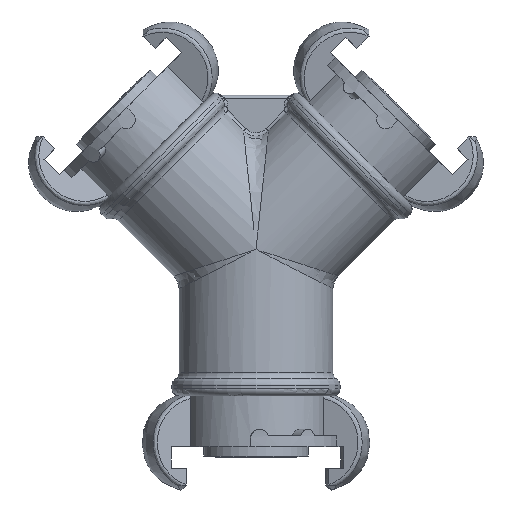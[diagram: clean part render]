
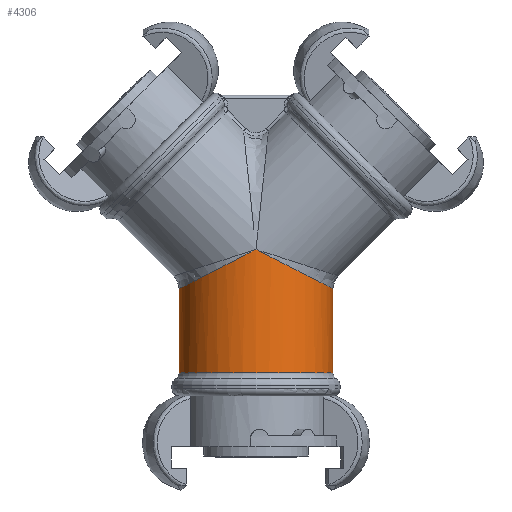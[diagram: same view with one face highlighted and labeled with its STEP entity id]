
A CAD part, left-side view. The second image highlights one B-rep face of the part: STEP entity #4306.
In plain terms, the highlighted cylindrical face has radius 21.25 mm (diameter 42.5 mm), a full revolution.
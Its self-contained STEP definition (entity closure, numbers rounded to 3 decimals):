
#16=ELLIPSE('',#4710,23.87,21.25);
#18=ELLIPSE('',#4712,23.87,21.25);
#356=CYLINDRICAL_SURFACE('',#4774,21.25);
#696=FACE_OUTER_BOUND('',#963,.T.);
#963=EDGE_LOOP('',(#3733,#3734,#3735,#3736,#3737,#3738));
#1150=LINE('',#10222,#1329);
#1329=VECTOR('',#5831,21.25);
#1563=CIRCLE('',#4772,21.25);
#1564=CIRCLE('',#4773,21.25);
#1900=VERTEX_POINT('',#9156);
#1901=VERTEX_POINT('',#9199);
#1955=VERTEX_POINT('',#10216);
#1956=VERTEX_POINT('',#10218);
#2456=EDGE_CURVE('',#1900,#1901,#16,.T.);
#2458=EDGE_CURVE('',#1901,#1900,#18,.T.);
#2558=EDGE_CURVE('',#1955,#1956,#1563,.T.);
#2559=EDGE_CURVE('',#1956,#1955,#1564,.T.);
#2560=EDGE_CURVE('',#1901,#1956,#1150,.T.);
#3733=ORIENTED_EDGE('',*,*,#2458,.F.);
#3734=ORIENTED_EDGE('',*,*,#2560,.T.);
#3735=ORIENTED_EDGE('',*,*,#2558,.F.);
#3736=ORIENTED_EDGE('',*,*,#2559,.F.);
#3737=ORIENTED_EDGE('',*,*,#2560,.F.);
#3738=ORIENTED_EDGE('',*,*,#2456,.F.);
#4306=ADVANCED_FACE('',(#696),#356,.T.);
#4710=AXIS2_PLACEMENT_3D('',#9201,#5689,#5690);
#4712=AXIS2_PLACEMENT_3D('',#9243,#5693,#5694);
#4772=AXIS2_PLACEMENT_3D('',#10219,#5825,#5826);
#4773=AXIS2_PLACEMENT_3D('',#10220,#5827,#5828);
#4774=AXIS2_PLACEMENT_3D('',#10221,#5829,#5830);
#5689=DIRECTION('center_axis',(0.,-0.456,0.89));
#5690=DIRECTION('ref_axis',(0.,-0.89,-0.456));
#5693=DIRECTION('center_axis',(0.,0.456,0.89));
#5694=DIRECTION('ref_axis',(0.,0.89,-0.456));
#5825=DIRECTION('center_axis',(0.,0.,-1.));
#5826=DIRECTION('ref_axis',(0.,1.,0.));
#5827=DIRECTION('center_axis',(0.,0.,-1.));
#5828=DIRECTION('ref_axis',(0.,1.,0.));
#5829=DIRECTION('center_axis',(0.,0.,1.));
#5830=DIRECTION('ref_axis',(-1.,0.,0.));
#5831=DIRECTION('',(0.,0.,-1.));
#9156=CARTESIAN_POINT('',(-21.25,0.,40.5));
#9199=CARTESIAN_POINT('',(21.25,0.,40.5));
#9201=CARTESIAN_POINT('Origin',(0.,0.,40.5));
#9243=CARTESIAN_POINT('Origin',(0.,0.,40.5));
#10216=CARTESIAN_POINT('',(-21.25,0.,6.464));
#10218=CARTESIAN_POINT('',(21.25,0.,6.464));
#10219=CARTESIAN_POINT('Origin',(0.,0.,6.464));
#10220=CARTESIAN_POINT('Origin',(0.,0.,6.464));
#10221=CARTESIAN_POINT('Origin',(0.,0.,0.));
#10222=CARTESIAN_POINT('',(21.25,0.,0.));
